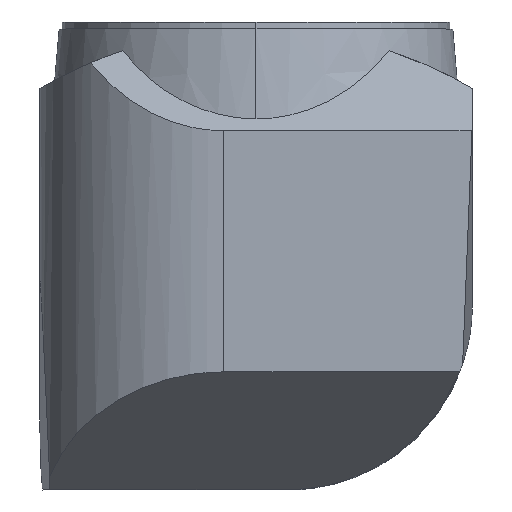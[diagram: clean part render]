
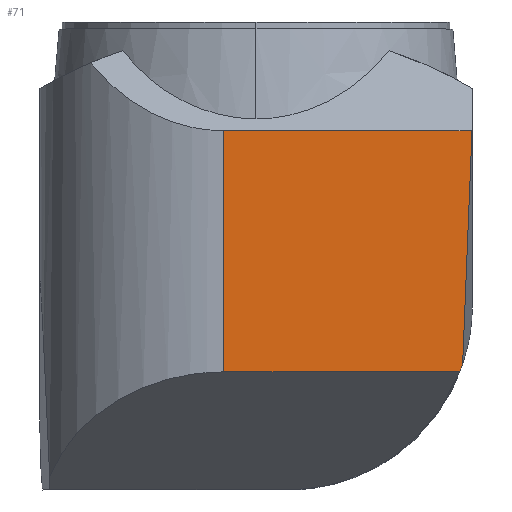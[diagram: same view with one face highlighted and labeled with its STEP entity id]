
A CAD part, top view. The second image highlights one B-rep face of the part: STEP entity #71.
In plain terms, the highlighted planar face has unit normal (0, 0, 1).
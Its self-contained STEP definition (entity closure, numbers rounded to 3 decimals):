
#20=CARTESIAN_POINT('NONE',(176.072,82.363,725.));
#21=VERTEX_POINT('NONE',#20);
#22=DIRECTION('NONE',(0.04,0.999,0.));
#23=VECTOR('NONE',#22,1.);
#24=CARTESIAN_POINT('NONE',(172.488,-6.925,725.));
#25=LINE('*LN51',#24,#23);
#27=EDGE_CURVE('NONE',#438,#21,#25,.T.);
#28=ORIENTED_EDGE('NONE',*,*,#27,.T.);
#31=DIRECTION('NONE',(-1.,0.,0.));
#32=VECTOR('NONE',#31,1.);
#33=CARTESIAN_POINT('NONE',(0.,82.363,725.));
#34=LINE('*LN40',#33,#32);
#36=EDGE_CURVE('NONE',#21,#620,#34,.T.);
#37=ORIENTED_EDGE('NONE',*,*,#36,.T.);
#38=CARTESIAN_POINT('NONE',(-26.25,-114.239,725.));
#39=VERTEX_POINT('NONE',#38);
#40=DIRECTION('NONE',(0.,1.,0.));
#41=VECTOR('NONE',#40,1.);
#42=CARTESIAN_POINT('NONE',(-26.25,0.,725.));
#43=LINE('*LN45',#42,#41);
#45=EDGE_CURVE('NONE',#39,#620,#43,.T.);
#46=ORIENTED_EDGE('NONE',*,*,#45,.F.);
#47=CARTESIAN_POINT('NONE',(166.1,-114.239,725.));
#48=VERTEX_POINT('NONE',#47);
#49=DIRECTION('NONE',(1.,0.,0.));
#50=VECTOR('NONE',#49,1.);
#51=CARTESIAN_POINT('NONE',(0.,-114.239,725.));
#52=LINE('*LN46',#51,#50);
#54=EDGE_CURVE('NONE',#39,#48,#52,.T.);
#55=ORIENTED_EDGE('NONE',*,*,#54,.T.);
#56=CARTESIAN_POINT('NONE',(26.25,-60.,725.));
#57=DIRECTION('NONE',(0.,1.,0.));
#58=DIRECTION('NONE',(0.,0.,-1.));
#59=AXIS2_PLACEMENT_3D('NONE',#56,#58,#57);
#60=CIRCLE('*CRV30',#59,150.);
#62=EDGE_CURVE('NONE',#438,#48,#60,.T.);
#63=ORIENTED_EDGE('NONE',*,*,#62,.F.);
#64=EDGE_LOOP('NONE',(#28,#37,#46,#55,#63));
#65=FACE_OUTER_BOUND('NONE',#64,.T.);
#66=CARTESIAN_POINT('NONE',(-26.25,-250.,725.));
#67=DIRECTION('NONE',(0.,-1.,0.));
#68=DIRECTION('NONE',(0.,0.,1.));
#69=AXIS2_PLACEMENT_3D('NONE',#66,#68,#67);
#70=PLANE('NONE',#69);
#71=ADVANCED_FACE('*FAC12',(#65),#70,.T.);
#437=CARTESIAN_POINT('NONE',(168.439,-107.774,725.));
#438=VERTEX_POINT('NONE',#437);
#619=CARTESIAN_POINT('NONE',(-26.25,82.363,725.));
#620=VERTEX_POINT('NONE',#619);
